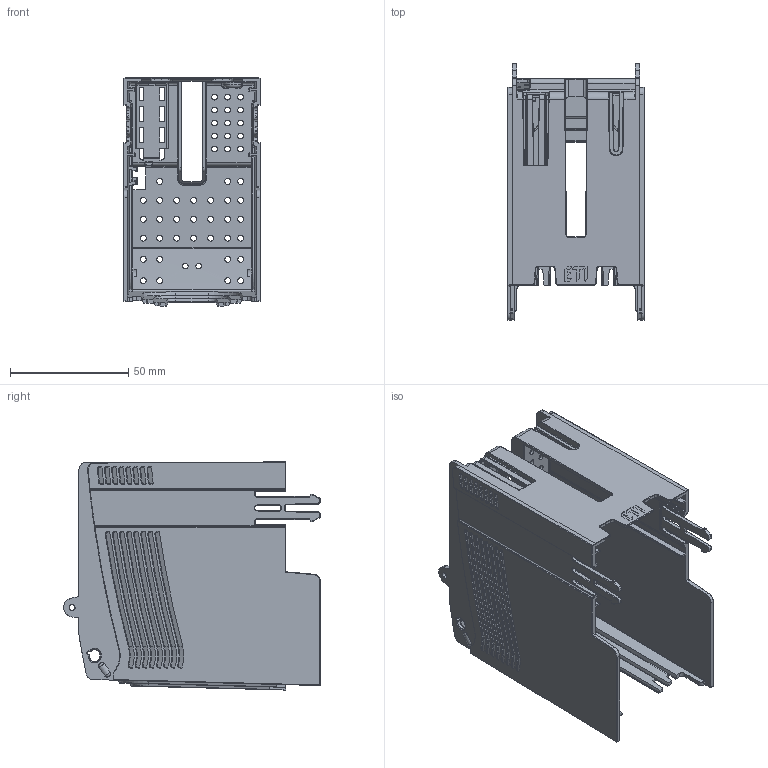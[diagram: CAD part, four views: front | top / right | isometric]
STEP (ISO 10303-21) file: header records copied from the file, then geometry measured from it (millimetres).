
FILE_DESCRIPTION((''),'2;1');
FILE_NAME('ASM010411_ASM','2021-11-15T',('marketing.praksa'),('Audax d.o.o.'),'CREO PARAMETRIC BY PTC INC, 2017480','CREO PARAMETRIC BY PTC INC, 2017480','');
FILE_SCHEMA(('AUTOMOTIVE_DESIGN { 1 0 10303 214 1 1 1 1 }'));
Products named in the file (3): ZP_PT3_ETI; PRT9562; ASM010411_ASM
Assembly tree (2 placements, depth 2):
  ASM010411_ASM
    ZP_PT3_ETI
    PRT9562
Bounding box: 58 x 108.65 x 96.62 mm (x, y, z)
Volume: 54322.4 mm3; surface area: 65354.2 mm2
Topology: 4 solids, 4 shells, 1919 faces, 5089 edges, 3128 vertices
Faces by surface type: cylinder 733, plane 492, bspline 253, torus 216, cone 153, sphere 62, revolution 10
Entity records: 106777 total; most frequent: CARTESIAN_POINT 32383, ORIENTED_EDGE 10046, DIRECTION 8813, PRESENTATION_STYLE_ASSIGNMENT 6956, STYLED_ITEM 6956, CURVE_STYLE 5033, EDGE_CURVE 5023, AXIS2_PLACEMENT_3D 3322
